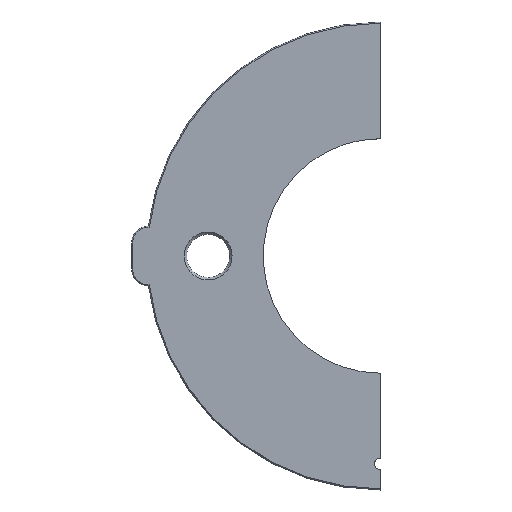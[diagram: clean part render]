
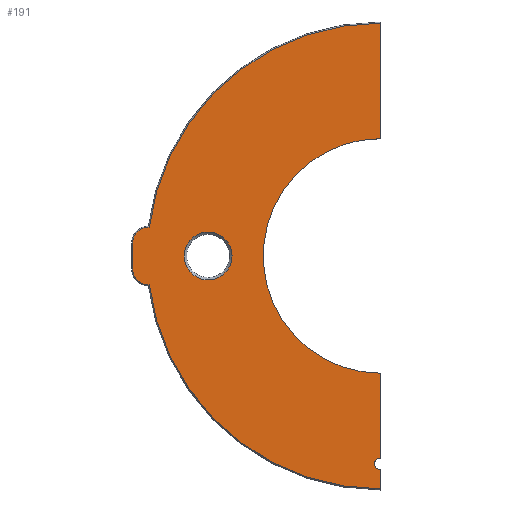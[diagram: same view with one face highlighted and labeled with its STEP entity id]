
A CAD part, top view. The second image highlights one B-rep face of the part: STEP entity #191.
In plain terms, the highlighted planar face has unit normal (0, 0, 1).
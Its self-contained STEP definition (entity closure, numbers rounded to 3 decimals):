
#69=CARTESIAN_POINT('',(170.,0.,154.));
#70=DIRECTION('',(0.,0.,1.));
#71=DIRECTION('',(1.,0.,0.));
#72=AXIS2_PLACEMENT_3D('',#69,#70,#71);
#73=PLANE('',#72);
#74=CARTESIAN_POINT('',(-99.75,-0.,154.));
#75=VERTEX_POINT('',#74);
#76=CARTESIAN_POINT('',(-111.,0.,154.));
#77=DIRECTION('',(-0.,-0.,-1.));
#78=DIRECTION('',(1.,0.,-0.));
#79=AXIS2_PLACEMENT_3D('',#76,#77,#78);
#80=CIRCLE('',#79,11.25);
#81=EDGE_CURVE('',#75,#75,#80,.T.);
#82=ORIENTED_EDGE('',*,*,#81,.T.);
#83=EDGE_LOOP('',(#82));
#84=FACE_BOUND('',#83,.T.);
#85=CARTESIAN_POINT('',(-146.5,-6.001,154.));
#86=VERTEX_POINT('',#85);
#87=CARTESIAN_POINT('',(-138.665,-13.493,154.));
#88=VERTEX_POINT('',#87);
#89=CARTESIAN_POINT('',(-139.,-6.001,154.));
#90=DIRECTION('',(0.,0.,1.));
#91=DIRECTION('',(1.,0.,-0.));
#92=AXIS2_PLACEMENT_3D('',#89,#90,#91);
#93=CIRCLE('',#92,7.5);
#94=EDGE_CURVE('',#86,#88,#93,.T.);
#95=ORIENTED_EDGE('',*,*,#94,.T.);
#96=CARTESIAN_POINT('',(-30.,-109.5,154.));
#97=VERTEX_POINT('',#96);
#98=CARTESIAN_POINT('',(-30.,0.,154.));
#99=DIRECTION('',(0.,0.,1.));
#100=DIRECTION('',(1.,0.,-0.));
#101=AXIS2_PLACEMENT_3D('',#98,#99,#100);
#102=CIRCLE('',#101,109.5);
#103=EDGE_CURVE('',#88,#97,#102,.T.);
#104=ORIENTED_EDGE('',*,*,#103,.T.);
#105=CARTESIAN_POINT('',(-30.,-100.5,154.));
#106=VERTEX_POINT('',#105);
#107=CARTESIAN_POINT('',(-30.,-100.5,154.));
#108=DIRECTION('',(0.,-1.,0.));
#109=VECTOR('',#108,9.);
#110=LINE('',#107,#109);
#111=EDGE_CURVE('',#106,#97,#110,.T.);
#112=ORIENTED_EDGE('',*,*,#111,.F.);
#113=CARTESIAN_POINT('',(-32.75,-97.75,154.));
#114=VERTEX_POINT('',#113);
#115=CARTESIAN_POINT('',(-30.,-97.75,154.));
#116=DIRECTION('',(0.,0.,1.));
#117=DIRECTION('',(1.,0.,-0.));
#118=AXIS2_PLACEMENT_3D('',#115,#116,#117);
#119=CIRCLE('',#118,2.75);
#120=EDGE_CURVE('',#114,#106,#119,.T.);
#121=ORIENTED_EDGE('',*,*,#120,.F.);
#122=CARTESIAN_POINT('',(-30.,-95.,154.));
#123=VERTEX_POINT('',#122);
#124=CARTESIAN_POINT('',(-30.,-97.75,154.));
#125=DIRECTION('',(0.,0.,1.));
#126=DIRECTION('',(1.,0.,-0.));
#127=AXIS2_PLACEMENT_3D('',#124,#125,#126);
#128=CIRCLE('',#127,2.75);
#129=EDGE_CURVE('',#123,#114,#128,.T.);
#130=ORIENTED_EDGE('',*,*,#129,.F.);
#131=CARTESIAN_POINT('',(-30.,-55.1,154.));
#132=VERTEX_POINT('',#131);
#133=CARTESIAN_POINT('',(-30.,-55.1,154.));
#134=DIRECTION('',(0.,-1.,0.));
#135=VECTOR('',#134,39.9);
#136=LINE('',#133,#135);
#137=EDGE_CURVE('',#132,#123,#136,.T.);
#138=ORIENTED_EDGE('',*,*,#137,.F.);
#139=CARTESIAN_POINT('',(-47.027,52.403,154.));
#140=VERTEX_POINT('',#139);
#141=CARTESIAN_POINT('',(-30.,0.,154.));
#142=DIRECTION('',(0.,0.,1.));
#143=DIRECTION('',(1.,0.,-0.));
#144=AXIS2_PLACEMENT_3D('',#141,#142,#143);
#145=CIRCLE('',#144,55.1);
#146=EDGE_CURVE('',#140,#132,#145,.T.);
#147=ORIENTED_EDGE('',*,*,#146,.F.);
#148=CARTESIAN_POINT('',(-30.,55.1,154.));
#149=VERTEX_POINT('',#148);
#150=CARTESIAN_POINT('',(-30.,0.,154.));
#151=DIRECTION('',(0.,0.,1.));
#152=DIRECTION('',(1.,0.,-0.));
#153=AXIS2_PLACEMENT_3D('',#150,#151,#152);
#154=CIRCLE('',#153,55.1);
#155=EDGE_CURVE('',#149,#140,#154,.T.);
#156=ORIENTED_EDGE('',*,*,#155,.F.);
#157=CARTESIAN_POINT('',(-30.,109.5,154.));
#158=VERTEX_POINT('',#157);
#159=CARTESIAN_POINT('',(-30.,109.5,154.));
#160=DIRECTION('',(0.,-1.,0.));
#161=VECTOR('',#160,54.4);
#162=LINE('',#159,#161);
#163=EDGE_CURVE('',#158,#149,#162,.T.);
#164=ORIENTED_EDGE('',*,*,#163,.F.);
#165=CARTESIAN_POINT('',(-138.665,13.493,154.));
#166=VERTEX_POINT('',#165);
#167=CARTESIAN_POINT('',(-30.,0.,154.));
#168=DIRECTION('',(0.,0.,1.));
#169=DIRECTION('',(1.,0.,-0.));
#170=AXIS2_PLACEMENT_3D('',#167,#168,#169);
#171=CIRCLE('',#170,109.5);
#172=EDGE_CURVE('',#158,#166,#171,.T.);
#173=ORIENTED_EDGE('',*,*,#172,.T.);
#174=CARTESIAN_POINT('',(-146.5,6.001,154.));
#175=VERTEX_POINT('',#174);
#176=CARTESIAN_POINT('',(-139.,6.001,154.));
#177=DIRECTION('',(0.,0.,1.));
#178=DIRECTION('',(1.,0.,-0.));
#179=AXIS2_PLACEMENT_3D('',#176,#177,#178);
#180=CIRCLE('',#179,7.5);
#181=EDGE_CURVE('',#166,#175,#180,.T.);
#182=ORIENTED_EDGE('',*,*,#181,.T.);
#183=CARTESIAN_POINT('',(-146.5,6.001,154.));
#184=DIRECTION('',(0.,-1.,0.));
#185=VECTOR('',#184,12.001);
#186=LINE('',#183,#185);
#187=EDGE_CURVE('',#175,#86,#186,.T.);
#188=ORIENTED_EDGE('',*,*,#187,.T.);
#189=EDGE_LOOP('',(#95,#104,#112,#121,#130,#138,#147,#156,#164,#173,#182,#188));
#190=FACE_BOUND('',#189,.T.);
#191=ADVANCED_FACE('',(#84,#190),#73,.T.);
